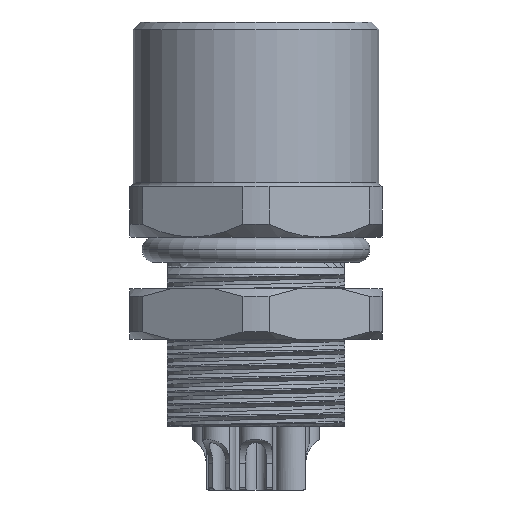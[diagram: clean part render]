
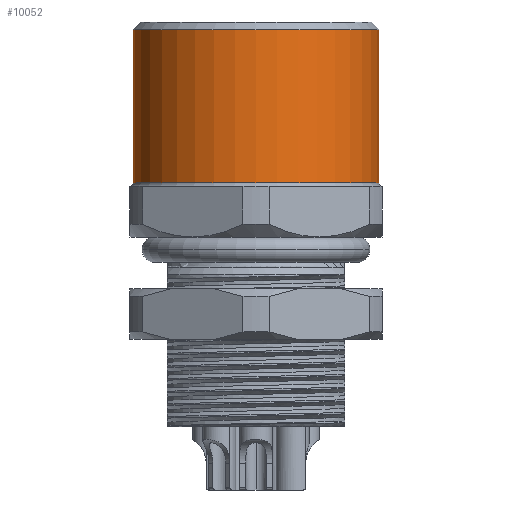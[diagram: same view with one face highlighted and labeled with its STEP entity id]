
A CAD part, front view. The second image highlights one B-rep face of the part: STEP entity #10052.
In plain terms, the highlighted cylindrical face has radius 4.85 mm (diameter 9.7 mm), a partial arc.
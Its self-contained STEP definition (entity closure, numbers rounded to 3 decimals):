
#4467=DIRECTION('',(0.,0.,1.));
#4468=VECTOR('',#4467,6.05);
#4469=CARTESIAN_POINT('',(4.85,0.,-0.15));
#4470=LINE('',#4469,#4468);
#4486=CARTESIAN_POINT('',(0.,0.,-0.15));
#4487=DIRECTION('',(0.,0.,-1.));
#4488=DIRECTION('',(1.,0.,0.));
#4489=AXIS2_PLACEMENT_3D('',#4486,#4487,#4488);
#4491=DIRECTION('',(0.,0.,1.));
#4492=VECTOR('',#4491,6.05);
#4493=CARTESIAN_POINT('',(-4.85,0.,-0.15));
#4494=LINE('',#4493,#4492);
#4495=CARTESIAN_POINT('',(0.,0.,5.9));
#4496=DIRECTION('',(0.,0.,1.));
#4497=DIRECTION('',(-1.,0.,0.));
#4498=AXIS2_PLACEMENT_3D('',#4495,#4496,#4497);
#9383=CARTESIAN_POINT('',(-4.85,0.,5.9));
#9384=CARTESIAN_POINT('',(4.85,0.,5.9));
#9385=VERTEX_POINT('',#9383);
#9386=VERTEX_POINT('',#9384);
#9499=CARTESIAN_POINT('',(4.85,0.,-0.15));
#9500=CARTESIAN_POINT('',(-4.85,0.,-0.15));
#9501=VERTEX_POINT('',#9499);
#9502=VERTEX_POINT('',#9500);
#10041=CARTESIAN_POINT('',(0.,0.,-0.3));
#10042=DIRECTION('',(0.,0.,1.));
#10043=DIRECTION('',(1.,0.,0.));
#10044=AXIS2_PLACEMENT_3D('',#10041,#10042,#10043);
#10045=CYLINDRICAL_SURFACE('',#10044,4.85);
#10046=ORIENTED_EDGE('',*,*,#10028,.T.);
#10047=ORIENTED_EDGE('',*,*,#9999,.T.);
#10048=ORIENTED_EDGE('',*,*,#9969,.T.);
#10049=ORIENTED_EDGE('',*,*,#9996,.F.);
#10050=EDGE_LOOP('',(#10046,#10047,#10048,#10049));
#10051=FACE_OUTER_BOUND('',#10050,.F.);
#4490=CIRCLE('',#4489,4.85);
#4499=CIRCLE('',#4498,4.85);
#9969=EDGE_CURVE('',#9385,#9386,#4499,.T.);
#9996=EDGE_CURVE('',#9501,#9386,#4470,.T.);
#9999=EDGE_CURVE('',#9502,#9385,#4494,.T.);
#10028=EDGE_CURVE('',#9501,#9502,#4490,.T.);
#10052=ADVANCED_FACE('',(#10051),#10045,.T.);
